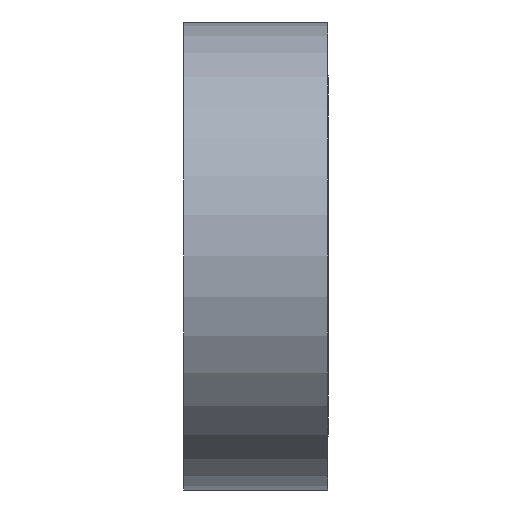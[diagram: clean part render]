
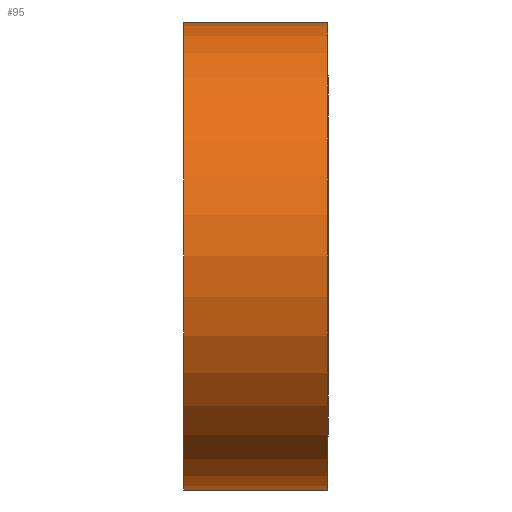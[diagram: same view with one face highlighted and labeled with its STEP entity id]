
A CAD part, left-side view. The second image highlights one B-rep face of the part: STEP entity #95.
In plain terms, the highlighted cylindrical face has radius 6.5 mm (diameter 13 mm), a partial arc.
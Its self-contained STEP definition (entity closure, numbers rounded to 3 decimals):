
#11 = CARTESIAN_POINT ( 'NONE',  ( -61., 4., 6.5 ) ) ;
#34 = DIRECTION ( 'NONE',  ( 0., -1., 0. ) ) ;
#37 = VERTEX_POINT ( 'NONE', #525 ) ;
#51 = DIRECTION ( 'NONE',  ( 0., 0., -1. ) ) ;
#52 = CARTESIAN_POINT ( 'NONE',  ( -61., 0., 6.5 ) ) ;
#71 = CARTESIAN_POINT ( 'NONE',  ( -61., 4., 0. ) ) ;
#91 = AXIS2_PLACEMENT_3D ( 'NONE', #401, #129, #51 ) ;
#95 = ADVANCED_FACE ( 'NONE', ( #491 ), #164, .T. ) ;
#122 = ORIENTED_EDGE ( 'NONE', *, *, #326, .T. ) ;
#129 = DIRECTION ( 'NONE',  ( 0., -1., 0. ) ) ;
#146 = CARTESIAN_POINT ( 'NONE',  ( -61., 0., 0. ) ) ;
#147 = AXIS2_PLACEMENT_3D ( 'NONE', #71, #384, #429 ) ;
#150 = ORIENTED_EDGE ( 'NONE', *, *, #314, .F. ) ;
#161 = AXIS2_PLACEMENT_3D ( 'NONE', #146, #497, #176 ) ;
#164 = CYLINDRICAL_SURFACE ( 'NONE', #91, 6.5 ) ;
#171 = VERTEX_POINT ( 'NONE', #381 ) ;
#176 = DIRECTION ( 'NONE',  ( 0., 0., 1. ) ) ;
#192 = EDGE_LOOP ( 'NONE', ( #221, #150, #122, #457 ) ) ;
#221 = ORIENTED_EDGE ( 'NONE', *, *, #226, .F. ) ;
#226 = EDGE_CURVE ( 'NONE', #411, #436, #496, .T. ) ;
#245 = CIRCLE ( 'NONE', #147, 6.5 ) ;
#314 = EDGE_CURVE ( 'NONE', #37, #411, #245, .T. ) ;
#326 = EDGE_CURVE ( 'NONE', #37, #171, #465, .T. ) ;
#331 = CARTESIAN_POINT ( 'NONE',  ( -61., 4., 6.5 ) ) ;
#374 = DIRECTION ( 'NONE',  ( 0., -1., 0. ) ) ;
#381 = CARTESIAN_POINT ( 'NONE',  ( -61., 0., -6.5 ) ) ;
#384 = DIRECTION ( 'NONE',  ( 0., 1., 0. ) ) ;
#401 = CARTESIAN_POINT ( 'NONE',  ( -61., 4., 0. ) ) ;
#411 = VERTEX_POINT ( 'NONE', #11 ) ;
#429 = DIRECTION ( 'NONE',  ( 0., 0., 1. ) ) ;
#436 = VERTEX_POINT ( 'NONE', #52 ) ;
#447 = VECTOR ( 'NONE', #374, 1000. ) ;
#457 = ORIENTED_EDGE ( 'NONE', *, *, #524, .T. ) ;
#465 = LINE ( 'NONE', #565, #556 ) ;
#491 = FACE_OUTER_BOUND ( 'NONE', #192, .T. ) ;
#496 = LINE ( 'NONE', #331, #447 ) ;
#497 = DIRECTION ( 'NONE',  ( 0., 1., 0. ) ) ;
#508 = CIRCLE ( 'NONE', #161, 6.5 ) ;
#524 = EDGE_CURVE ( 'NONE', #171, #436, #508, .T. ) ;
#525 = CARTESIAN_POINT ( 'NONE',  ( -61., 4., -6.5 ) ) ;
#556 = VECTOR ( 'NONE', #34, 1000. ) ;
#565 = CARTESIAN_POINT ( 'NONE',  ( -61., 4., -6.5 ) ) ;
